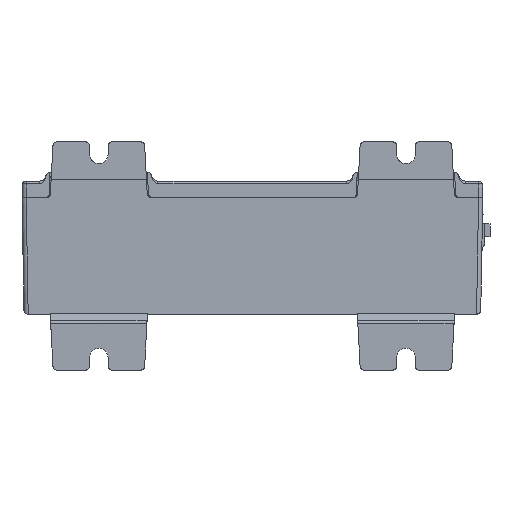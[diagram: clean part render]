
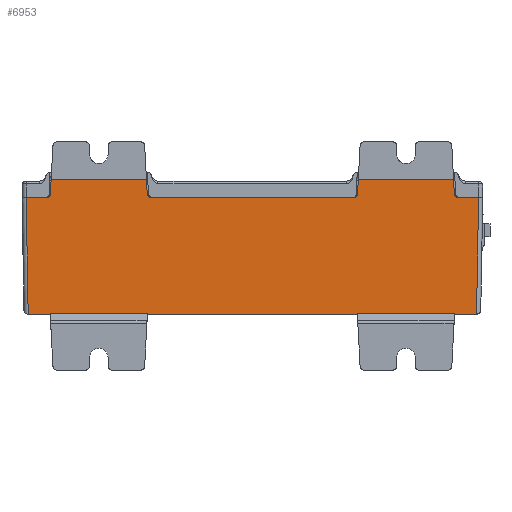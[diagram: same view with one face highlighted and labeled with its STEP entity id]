
A CAD part, front view. The second image highlights one B-rep face of the part: STEP entity #6953.
In plain terms, the highlighted planar face has unit normal (0, -1, 0).
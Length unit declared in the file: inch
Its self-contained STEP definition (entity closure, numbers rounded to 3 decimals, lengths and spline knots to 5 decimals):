
#131 = VERTEX_POINT ( 'NONE', #361 ) ;
#191 = CARTESIAN_POINT ( 'NONE',  ( -1.95495, -1.86492, 1.14173 ) ) ;
#273 = CARTESIAN_POINT ( 'NONE',  ( -2.14564, -1.86492, 1.10236 ) ) ;
#316 = EDGE_CURVE ( 'NONE', #530, #509, #6252, .T. ) ;
#361 = CARTESIAN_POINT ( 'NONE',  ( -1.91564, -1.86492, 1.13967 ) ) ;
#395 = CARTESIAN_POINT ( 'NONE',  ( 1.955, -1.86492, 1.10236 ) ) ;
#460 = CARTESIAN_POINT ( 'NONE',  ( 0.95843, -1.86492, 1.14173 ) ) ;
#502 = CARTESIAN_POINT ( 'NONE',  ( 2.0768, -1.86492, 1.10236 ) ) ;
#509 = VERTEX_POINT ( 'NONE', #7341 ) ;
#530 = VERTEX_POINT ( 'NONE', #395 ) ;
#538 = LINE ( 'NONE', #3485, #5200 ) ;
#617 = LINE ( 'NONE', #1757, #4764 ) ;
#765 = LINE ( 'NONE', #10850, #10536 ) ;
#971 = ORIENTED_EDGE ( 'NONE', *, *, #7225, .F. ) ;
#972 = DIRECTION ( 'NONE',  ( -0.052, 0., -0.999 ) ) ;
#1071 = CIRCLE ( 'NONE', #6623, 0.03937 ) ;
#1076 = AXIS2_PLACEMENT_3D ( 'NONE', #460, #1471, #12753 ) ;
#1150 = ORIENTED_EDGE ( 'NONE', *, *, #9863, .T. ) ;
#1234 = LINE ( 'NONE', #3451, #6849 ) ;
#1253 = EDGE_CURVE ( 'NONE', #1309, #4795, #11314, .T. ) ;
#1309 = VERTEX_POINT ( 'NONE', #3315 ) ;
#1427 = VERTEX_POINT ( 'NONE', #6699 ) ;
#1471 = DIRECTION ( 'NONE',  ( 0., 1., 0. ) ) ;
#1515 = CARTESIAN_POINT ( 'NONE',  ( 2.0768, -1.86492, 1.10236 ) ) ;
#1525 = ORIENTED_EDGE ( 'NONE', *, *, #6856, .F. ) ;
#1635 = VECTOR ( 'NONE', #2648, 39.37008 ) ;
#1709 = VERTEX_POINT ( 'NONE', #273 ) ;
#1757 = CARTESIAN_POINT ( 'NONE',  ( -2.18501, -1.86492, 1.33702 ) ) ;
#1954 = EDGE_CURVE ( 'NONE', #6196, #11328, #8271, .T. ) ;
#2021 = LINE ( 'NONE', #502, #1635 ) ;
#2040 = EDGE_CURVE ( 'NONE', #10260, #6196, #7266, .T. ) ;
#2302 = CARTESIAN_POINT ( 'NONE',  ( -0.9977, -1.86492, 1.13967 ) ) ;
#2445 = CARTESIAN_POINT ( 'NONE',  ( -0.95838, -1.86492, 1.14173 ) ) ;
#2482 = DIRECTION ( 'NONE',  ( -1., 0., 0. ) ) ;
#2646 = AXIS2_PLACEMENT_3D ( 'NONE', #4633, #8692, #9070 ) ;
#2648 = DIRECTION ( 'NONE',  ( -1., 0., 0. ) ) ;
#2692 = EDGE_CURVE ( 'NONE', #3690, #10260, #9167, .T. ) ;
#2722 = ORIENTED_EDGE ( 'NONE', *, *, #2040, .T. ) ;
#2848 = EDGE_CURVE ( 'NONE', #12990, #3797, #1234, .T. ) ;
#2990 = CARTESIAN_POINT ( 'NONE',  ( 1.90535, -1.86492, 1.33702 ) ) ;
#3281 = CARTESIAN_POINT ( 'NONE',  ( -2.18501, -1.86492, 1.10236 ) ) ;
#3315 = CARTESIAN_POINT ( 'NONE',  ( -2.1264, -1.86492, 0. ) ) ;
#3408 = LINE ( 'NONE', #7468, #8599 ) ;
#3451 = CARTESIAN_POINT ( 'NONE',  ( -0.9977, -1.86492, 1.13967 ) ) ;
#3485 = CARTESIAN_POINT ( 'NONE',  ( -2.12641, -1.86492, 0.00094 ) ) ;
#3690 = VERTEX_POINT ( 'NONE', #5528 ) ;
#3725 = EDGE_CURVE ( 'NONE', #7776, #1709, #10658, .T. ) ;
#3797 = VERTEX_POINT ( 'NONE', #4920 ) ;
#3941 = PLANE ( 'NONE',  #5838 ) ;
#4594 = DIRECTION ( 'NONE',  ( -1., 0., 0. ) ) ;
#4633 = CARTESIAN_POINT ( 'NONE',  ( 1.955, -1.86492, 1.14173 ) ) ;
#4710 = VERTEX_POINT ( 'NONE', #2990 ) ;
#4764 = VECTOR ( 'NONE', #12777, 39.37008 ) ;
#4795 = VERTEX_POINT ( 'NONE', #9253 ) ;
#4834 = ORIENTED_EDGE ( 'NONE', *, *, #316, .T. ) ;
#4920 = CARTESIAN_POINT ( 'NONE',  ( -1.00804, -1.86492, 1.33702 ) ) ;
#5010 = DIRECTION ( 'NONE',  ( 0., 0., -1. ) ) ;
#5107 = CARTESIAN_POINT ( 'NONE',  ( -2.18501, -1.86492, 0. ) ) ;
#5200 = VECTOR ( 'NONE', #11637, 39.37008 ) ;
#5250 = CARTESIAN_POINT ( 'NONE',  ( -1.92737, -1.86492, 0.91582 ) ) ;
#5351 = EDGE_CURVE ( 'NONE', #8215, #131, #5375, .T. ) ;
#5375 = LINE ( 'NONE', #5250, #8326 ) ;
#5427 = VECTOR ( 'NONE', #4594, 39.37008 ) ;
#5453 = DIRECTION ( 'NONE',  ( -0.052, 0., 0.999 ) ) ;
#5528 = CARTESIAN_POINT ( 'NONE',  ( 1.00809, -1.86492, 1.33702 ) ) ;
#5624 = EDGE_CURVE ( 'NONE', #131, #7776, #1071, .T. ) ;
#5656 = CARTESIAN_POINT ( 'NONE',  ( 0.95843, -1.86492, 1.10236 ) ) ;
#5838 = AXIS2_PLACEMENT_3D ( 'NONE', #7933, #10202, #5010 ) ;
#5961 = ORIENTED_EDGE ( 'NONE', *, *, #11504, .T. ) ;
#6196 = VERTEX_POINT ( 'NONE', #5656 ) ;
#6252 = CIRCLE ( 'NONE', #2646, 0.03937 ) ;
#6293 = ORIENTED_EDGE ( 'NONE', *, *, #1954, .T. ) ;
#6304 = DIRECTION ( 'NONE',  ( 1., 0., 0. ) ) ;
#6468 = DIRECTION ( 'NONE',  ( -0.052, 0., 0.999 ) ) ;
#6610 = VECTOR ( 'NONE', #7075, 39.37008 ) ;
#6623 = AXIS2_PLACEMENT_3D ( 'NONE', #191, #10549, #8537 ) ;
#6699 = CARTESIAN_POINT ( 'NONE',  ( 2.14569, -1.86492, 1.10236 ) ) ;
#6711 = ORIENTED_EDGE ( 'NONE', *, *, #5351, .T. ) ;
#6849 = VECTOR ( 'NONE', #5453, 39.37008 ) ;
#6856 = EDGE_CURVE ( 'NONE', #1309, #1709, #538, .T. ) ;
#6951 = ORIENTED_EDGE ( 'NONE', *, *, #9996, .T. ) ;
#6953 = ADVANCED_FACE ( 'NONE', ( #9941 ), #3941, .T. ) ;
#7075 = DIRECTION ( 'NONE',  ( -1., 0., 0. ) ) ;
#7102 = ORIENTED_EDGE ( 'NONE', *, *, #8126, .T. ) ;
#7120 = AXIS2_PLACEMENT_3D ( 'NONE', #2445, #7505, #7377 ) ;
#7154 = EDGE_CURVE ( 'NONE', #509, #4710, #3408, .T. ) ;
#7225 = EDGE_CURVE ( 'NONE', #1427, #4795, #765, .T. ) ;
#7266 = CIRCLE ( 'NONE', #1076, 0.03937 ) ;
#7341 = CARTESIAN_POINT ( 'NONE',  ( 1.91569, -1.86492, 1.13967 ) ) ;
#7369 = ORIENTED_EDGE ( 'NONE', *, *, #7154, .T. ) ;
#7377 = DIRECTION ( 'NONE',  ( 0., 0., -1. ) ) ;
#7468 = CARTESIAN_POINT ( 'NONE',  ( 1.91569, -1.86492, 1.13967 ) ) ;
#7492 = CARTESIAN_POINT ( 'NONE',  ( 0.99775, -1.86492, 1.13967 ) ) ;
#7505 = DIRECTION ( 'NONE',  ( 0., 1., 0. ) ) ;
#7776 = VERTEX_POINT ( 'NONE', #12763 ) ;
#7933 = CARTESIAN_POINT ( 'NONE',  ( -2.18501, -1.86492, 0. ) ) ;
#8126 = EDGE_CURVE ( 'NONE', #3797, #8215, #12810, .T. ) ;
#8215 = VERTEX_POINT ( 'NONE', #11627 ) ;
#8271 = LINE ( 'NONE', #3281, #6610 ) ;
#8326 = VECTOR ( 'NONE', #12384, 39.37008 ) ;
#8508 = ORIENTED_EDGE ( 'NONE', *, *, #2848, .T. ) ;
#8537 = DIRECTION ( 'NONE',  ( 0., 0., 1. ) ) ;
#8599 = VECTOR ( 'NONE', #6468, 39.37008 ) ;
#8692 = DIRECTION ( 'NONE',  ( 0., 1., 0. ) ) ;
#9070 = DIRECTION ( 'NONE',  ( 0., 0., -1. ) ) ;
#9167 = LINE ( 'NONE', #11050, #11755 ) ;
#9253 = CARTESIAN_POINT ( 'NONE',  ( 2.12645, -1.86492, 0. ) ) ;
#9761 = ORIENTED_EDGE ( 'NONE', *, *, #5624, .T. ) ;
#9863 = EDGE_CURVE ( 'NONE', #11328, #12990, #12882, .T. ) ;
#9941 = FACE_OUTER_BOUND ( 'NONE', #11580, .T. ) ;
#9996 = EDGE_CURVE ( 'NONE', #4710, #3690, #617, .T. ) ;
#10064 = VECTOR ( 'NONE', #2482, 39.37008 ) ;
#10202 = DIRECTION ( 'NONE',  ( 0., -1., 0. ) ) ;
#10260 = VERTEX_POINT ( 'NONE', #7492 ) ;
#10536 = VECTOR ( 'NONE', #11988, 39.37008 ) ;
#10549 = DIRECTION ( 'NONE',  ( 0., 1., 0. ) ) ;
#10609 = CARTESIAN_POINT ( 'NONE',  ( -2.18501, -1.86492, 1.33702 ) ) ;
#10631 = ORIENTED_EDGE ( 'NONE', *, *, #1253, .T. ) ;
#10658 = LINE ( 'NONE', #1515, #5427 ) ;
#10850 = CARTESIAN_POINT ( 'NONE',  ( 2.1258, -1.86492, -0.03719 ) ) ;
#11050 = CARTESIAN_POINT ( 'NONE',  ( 1.00809, -1.86492, 1.33702 ) ) ;
#11314 = LINE ( 'NONE', #5107, #11964 ) ;
#11328 = VERTEX_POINT ( 'NONE', #12460 ) ;
#11504 = EDGE_CURVE ( 'NONE', #1427, #530, #2021, .T. ) ;
#11580 = EDGE_LOOP ( 'NONE', ( #9761, #13056, #1525, #10631, #971, #5961, #4834, #7369, #6951, #13065, #2722, #6293, #1150, #8508, #7102, #6711 ) ) ;
#11627 = CARTESIAN_POINT ( 'NONE',  ( -1.9053, -1.86492, 1.33702 ) ) ;
#11637 = DIRECTION ( 'NONE',  ( -0.017, 0., 1. ) ) ;
#11755 = VECTOR ( 'NONE', #972, 39.37008 ) ;
#11964 = VECTOR ( 'NONE', #6304, 39.37008 ) ;
#11988 = DIRECTION ( 'NONE',  ( -0.017, 0., -1. ) ) ;
#12384 = DIRECTION ( 'NONE',  ( -0.052, 0., -0.999 ) ) ;
#12460 = CARTESIAN_POINT ( 'NONE',  ( -0.95838, -1.86492, 1.10236 ) ) ;
#12753 = DIRECTION ( 'NONE',  ( 0., 0., 1. ) ) ;
#12763 = CARTESIAN_POINT ( 'NONE',  ( -1.95495, -1.86492, 1.10236 ) ) ;
#12777 = DIRECTION ( 'NONE',  ( -1., 0., 0. ) ) ;
#12810 = LINE ( 'NONE', #10609, #10064 ) ;
#12882 = CIRCLE ( 'NONE', #7120, 0.03937 ) ;
#12990 = VERTEX_POINT ( 'NONE', #2302 ) ;
#13056 = ORIENTED_EDGE ( 'NONE', *, *, #3725, .T. ) ;
#13065 = ORIENTED_EDGE ( 'NONE', *, *, #2692, .T. ) ;
